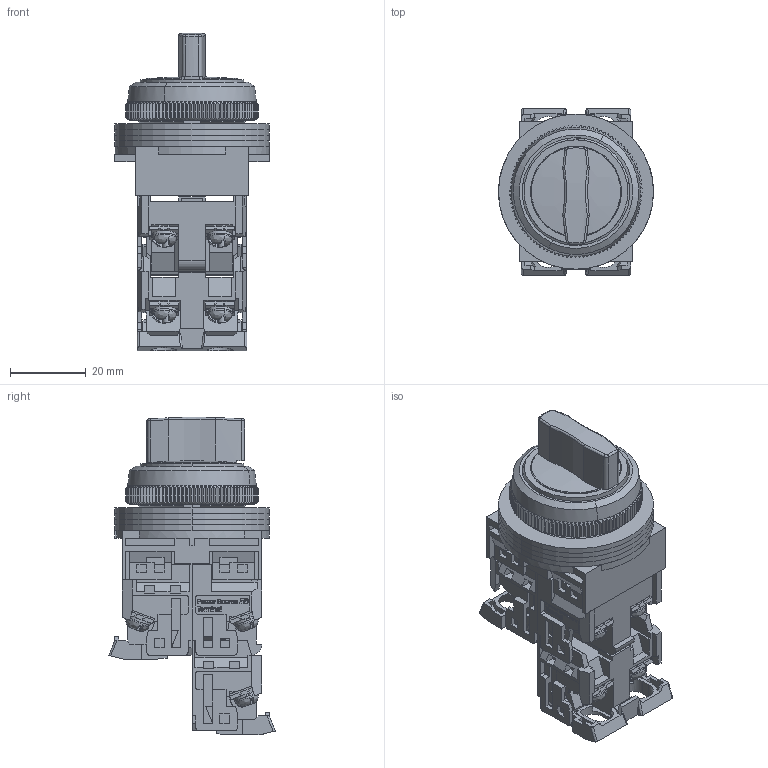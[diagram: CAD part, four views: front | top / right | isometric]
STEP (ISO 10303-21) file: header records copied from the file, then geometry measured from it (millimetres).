
FILE_DESCRIPTION (( 'STEP AP214' ), '1' );
FILE_NAME ('AR30PL-311E3YZC.step', '2018-02-13T19:10:57', ( '' ), ( '' ), 'SwSTEP 2.0', 'SolidWorks 2017', '' );
FILE_SCHEMA (( 'AUTOMOTIVE_DESIGN' ));
Length unit declared in the file: inch
Products named in the file (1): AR30PL-311E3YZC
Bounding box: 41 x 44 x 84 mm (x, y, z)
Volume: 43871.5 mm3; surface area: 42931.5 mm2
Topology: 32 solids, 32 shells, 2783 faces, 7499 edges, 4885 vertices
Faces by surface type: plane 2039, cylinder 338, cone 206, bspline 200
Entity records: 130748 total; most frequent: CARTESIAN_POINT 26272, ORIENTED_EDGE 14998, DIRECTION 12575, EDGE_CURVE 7499, LINE 5247, VECTOR 5247, VERTEX_POINT 4885, AXIS2_PLACEMENT_3D 3664
